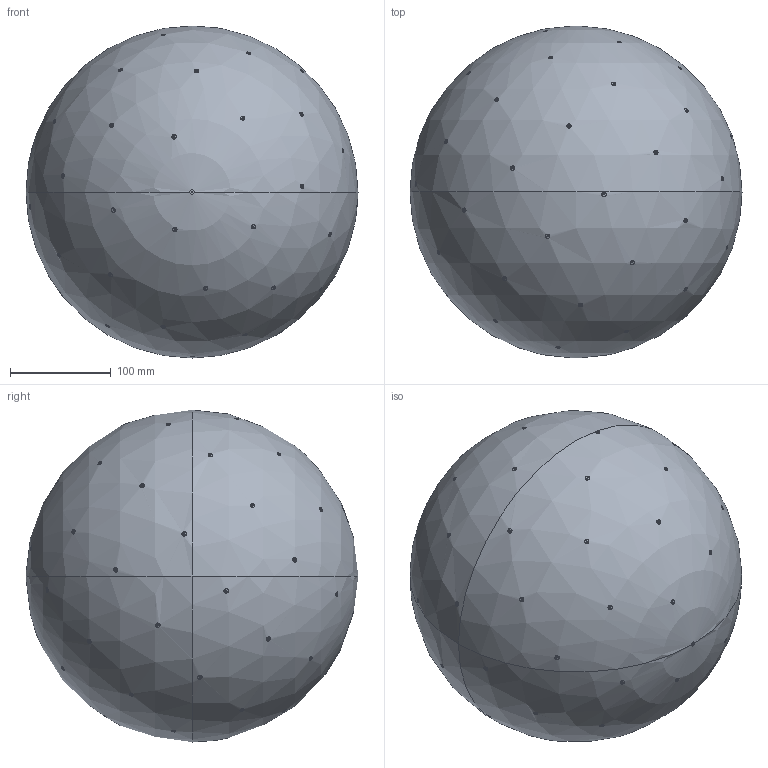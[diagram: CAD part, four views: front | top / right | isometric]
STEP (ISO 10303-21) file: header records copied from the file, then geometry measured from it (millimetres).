
FILE_DESCRIPTION(/* description */ (''),/* implementation_level */ '2;1');
FILE_NAME(/* name */ 'Fibonacci Sphere v4 Whole.step',/* time_stamp */ '2025-09-29T08:47:32-07:00',/* author */ (''),/* organization */ (''),/* preprocessor_version */ 'ST-DEVELOPER v20.1',/* originating_system */ 'Autodesk Translation Framework v14.17.0.0',/* authorisation */ '');
FILE_SCHEMA (('AUTOMOTIVE_DESIGN { 1 0 10303 214 3 1 1 }'));
Length unit declared in the file: inch
Products named in the file (1): Fibonacci Sphere
Bounding box: 330.2 x 330.17 x 330.2 mm (x, y, z)
Volume: 1372368.3 mm3; surface area: 699152.8 mm2
Topology: 4 solids, 4 shells, 376 faces, 738 edges, 492 vertices
Faces by surface type: cylinder 196, plane 172, sphere 8
Full cylindrical faces by diameter (mm): 1.27 x62, 4.318 x62, 6.35 x32
Entity records: 10200 total; most frequent: DIRECTION 1906, CARTESIAN_POINT 1797, ORIENTED_EDGE 1472, AXIS2_PLACEMENT_3D 857, EDGE_CURVE 736, EDGE_LOOP 564, VERTEX_POINT 492, CIRCLE 480
